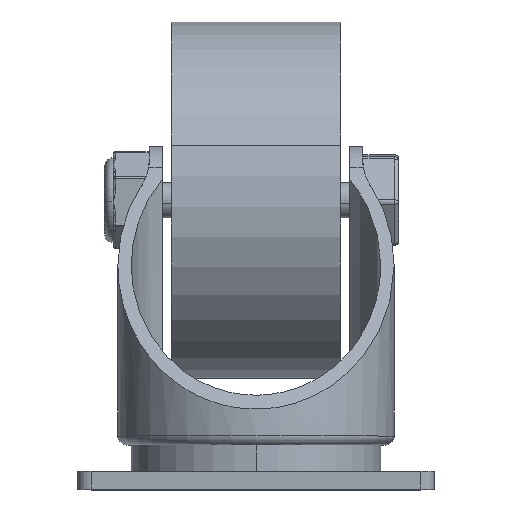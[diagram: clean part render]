
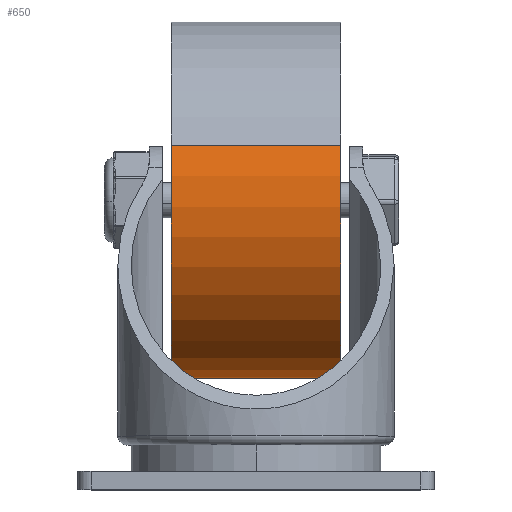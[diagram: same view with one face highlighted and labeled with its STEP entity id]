
A CAD part, top view. The second image highlights one B-rep face of the part: STEP entity #650.
In plain terms, the highlighted cylindrical face has radius 40 mm (diameter 80 mm), a partial arc.
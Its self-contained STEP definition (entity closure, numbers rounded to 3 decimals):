
#63 = FACE_OUTER_BOUND ( 'NONE', #5773, .T. ) ;
#229 = DIRECTION ( 'NONE',  ( 1., 0., 0. ) ) ;
#232 = EDGE_CURVE ( 'NONE', #4678, #2403, #5495, .T. ) ;
#390 = ORIENTED_EDGE ( 'NONE', *, *, #2257, .F. ) ;
#650 = ADVANCED_FACE ( 'NONE', ( #63 ), #4942, .T. ) ;
#684 = VECTOR ( 'NONE', #3751, 1000. ) ;
#738 = CARTESIAN_POINT ( 'NONE',  ( 40., 0., 19. ) ) ;
#2120 = ORIENTED_EDGE ( 'NONE', *, *, #232, .T. ) ;
#2163 = VECTOR ( 'NONE', #5783, 1000. ) ;
#2257 = EDGE_CURVE ( 'NONE', #2622, #6245, #4326, .T. ) ;
#2318 = LINE ( 'NONE', #3809, #684 ) ;
#2347 = EDGE_CURVE ( 'NONE', #2622, #4678, #2318, .T. ) ;
#2403 = VERTEX_POINT ( 'NONE', #4317 ) ;
#2605 = AXIS2_PLACEMENT_3D ( 'NONE', #4063, #6093, #229 ) ;
#2622 = VERTEX_POINT ( 'NONE', #738 ) ;
#2822 = DIRECTION ( 'NONE',  ( 0., 0., 1. ) ) ;
#2962 = ORIENTED_EDGE ( 'NONE', *, *, #3817, .F. ) ;
#3168 = ORIENTED_EDGE ( 'NONE', *, *, #2347, .T. ) ;
#3237 = DIRECTION ( 'NONE',  ( 1., 0., 0. ) ) ;
#3267 = AXIS2_PLACEMENT_3D ( 'NONE', #4737, #2822, #3237 ) ;
#3420 = CARTESIAN_POINT ( 'NONE',  ( 0., 0., 19. ) ) ;
#3751 = DIRECTION ( 'NONE',  ( 0., 0., -1. ) ) ;
#3809 = CARTESIAN_POINT ( 'NONE',  ( 40., 0., 19. ) ) ;
#3817 = EDGE_CURVE ( 'NONE', #6245, #2403, #5292, .T. ) ;
#4063 = CARTESIAN_POINT ( 'NONE',  ( 0., 0., 19. ) ) ;
#4317 = CARTESIAN_POINT ( 'NONE',  ( -40., 0., -19. ) ) ;
#4326 = CIRCLE ( 'NONE', #2605, 40. ) ;
#4678 = VERTEX_POINT ( 'NONE', #5299 ) ;
#4680 = AXIS2_PLACEMENT_3D ( 'NONE', #3420, #5344, #5281 ) ;
#4737 = CARTESIAN_POINT ( 'NONE',  ( 0., 0., -19. ) ) ;
#4942 = CYLINDRICAL_SURFACE ( 'NONE', #4680, 40. ) ;
#5281 = DIRECTION ( 'NONE',  ( -1., 0., 0. ) ) ;
#5292 = LINE ( 'NONE', #5326, #2163 ) ;
#5299 = CARTESIAN_POINT ( 'NONE',  ( 40., 0., -19. ) ) ;
#5326 = CARTESIAN_POINT ( 'NONE',  ( -40., 0., 19. ) ) ;
#5344 = DIRECTION ( 'NONE',  ( 0., 0., -1. ) ) ;
#5495 = CIRCLE ( 'NONE', #3267, 40. ) ;
#5773 = EDGE_LOOP ( 'NONE', ( #390, #3168, #2120, #2962 ) ) ;
#5783 = DIRECTION ( 'NONE',  ( 0., 0., -1. ) ) ;
#6071 = CARTESIAN_POINT ( 'NONE',  ( -40., 0., 19. ) ) ;
#6093 = DIRECTION ( 'NONE',  ( 0., 0., 1. ) ) ;
#6245 = VERTEX_POINT ( 'NONE', #6071 ) ;
